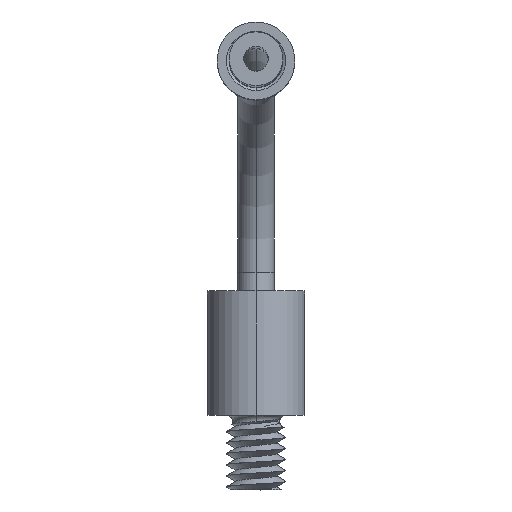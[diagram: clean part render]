
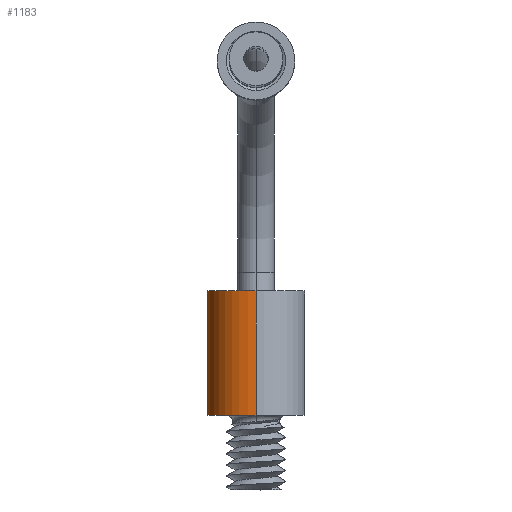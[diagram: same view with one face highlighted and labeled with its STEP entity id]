
A CAD part, top view. The second image highlights one B-rep face of the part: STEP entity #1183.
In plain terms, the highlighted cylindrical face has radius 1.994 mm (diameter 3.988 mm), a partial arc.
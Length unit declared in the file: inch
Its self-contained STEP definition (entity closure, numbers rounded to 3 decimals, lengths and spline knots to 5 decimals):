
#1=CARTESIAN_POINT('',(0.,0.,0.11977));
#2=DIRECTION('',(0.,0.,1.));
#3=DIRECTION('',(0.,1.,0.));
#4=AXIS2_PLACEMENT_3D('',#1,#2,#3);
#11=CARTESIAN_POINT('',(0.,0.,-0.08023));
#12=DIRECTION('',(0.,0.,1.));
#13=DIRECTION('',(0.,1.,0.));
#14=AXIS2_PLACEMENT_3D('',#11,#12,#13);
#16=DIRECTION('',(0.,0.,1.));
#17=VECTOR('',#16,0.2);
#18=CARTESIAN_POINT('',(0.,0.0785,-0.08023));
#19=LINE('',#18,#17);
#25=DIRECTION('',(0.,0.,1.));
#26=VECTOR('',#25,0.2);
#27=CARTESIAN_POINT('',(0.,-0.0785,-0.08023));
#28=LINE('',#27,#26);
#1091=CARTESIAN_POINT('',(0.,0.0785,-0.08023));
#1092=CARTESIAN_POINT('',(0.,0.0785,0.11977));
#1093=VERTEX_POINT('',#1091);
#1094=VERTEX_POINT('',#1092);
#1103=CARTESIAN_POINT('',(0.,-0.0785,-0.08023));
#1104=CARTESIAN_POINT('',(0.,-0.0785,0.11977));
#1105=VERTEX_POINT('',#1103);
#1106=VERTEX_POINT('',#1104);
#1169=CARTESIAN_POINT('',(0.,0.,-0.21623));
#1170=DIRECTION('',(0.,0.,1.));
#1171=DIRECTION('',(0.,1.,0.));
#1172=AXIS2_PLACEMENT_3D('',#1169,#1170,#1171);
#1173=CYLINDRICAL_SURFACE('',#1172,0.0785);
#1175=ORIENTED_EDGE('',*,*,#1174,.T.);
#1176=ORIENTED_EDGE('',*,*,#1156,.T.);
#1178=ORIENTED_EDGE('',*,*,#1177,.F.);
#1180=ORIENTED_EDGE('',*,*,#1179,.F.);
#1181=EDGE_LOOP('',(#1175,#1176,#1178,#1180));
#1182=FACE_OUTER_BOUND('',#1181,.F.);
#1183=ADVANCED_FACE('',(#1182),#1173,.T.);
#5=CIRCLE('',#4,0.0785);
#15=CIRCLE('',#14,0.0785);
#1156=EDGE_CURVE('',#1094,#1106,#5,.T.);
#1174=EDGE_CURVE('',#1093,#1094,#19,.T.);
#1177=EDGE_CURVE('',#1105,#1106,#28,.T.);
#1179=EDGE_CURVE('',#1093,#1105,#15,.T.);
